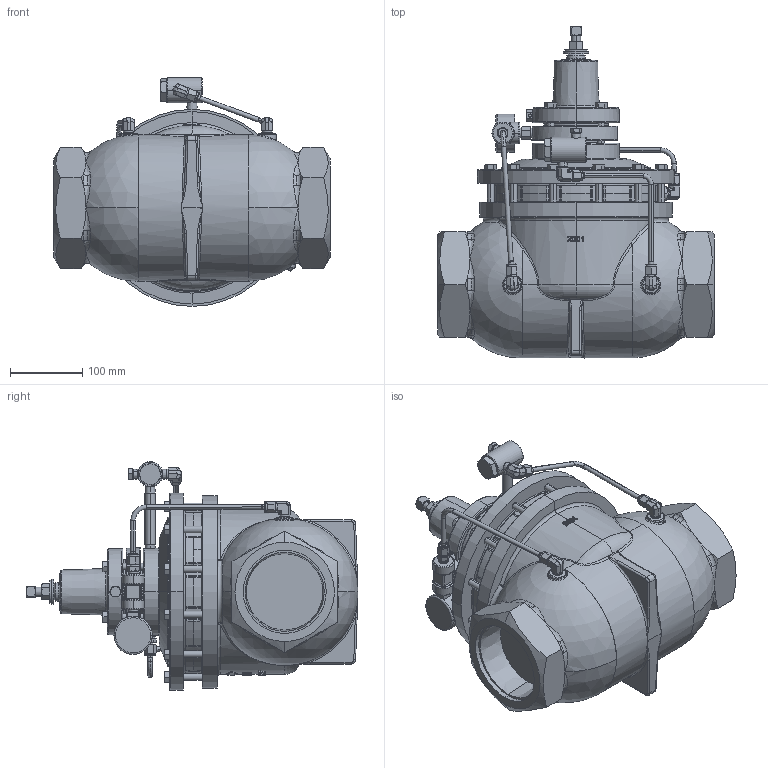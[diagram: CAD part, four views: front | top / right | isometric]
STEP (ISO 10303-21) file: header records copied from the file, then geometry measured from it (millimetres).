
FILE_DESCRIPTION (( 'STEP AP203' ), '1' );
FILE_NAME ('4 INCH 430 SGT PR-D (ACA).STEP', '2018-07-30T17:36:22', ( '' ), ( '' ), 'SwSTEP 2.0', 'SolidWorks 2018', '' );
FILE_SCHEMA (( 'CONFIG_CONTROL_DESIGN' ));
Products named in the file (1): 4 INCH 430 SGT PR-D (ACA)
Bounding box: 382.59 x 460.1 x 316.98 mm (x, y, z)
Volume: 15237653 mm3; surface area: 587272.1 mm2
Topology: 1 solids, 1 shells, 2639 faces, 6532 edges, 3966 vertices
Faces by surface type: plane 835, bspline 799, cone 413, cylinder 357, torus 157, sphere 78
Entity records: 121651 total; most frequent: CARTESIAN_POINT 66838, ORIENTED_EDGE 12946, DIRECTION 9334, EDGE_CURVE 6473, VERTEX_POINT 3964, AXIS2_PLACEMENT_3D 3740, EDGE_LOOP 2811, ADVANCED_FACE 2639
